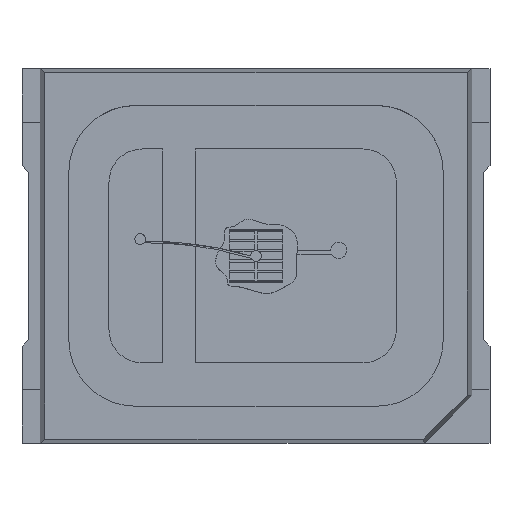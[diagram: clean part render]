
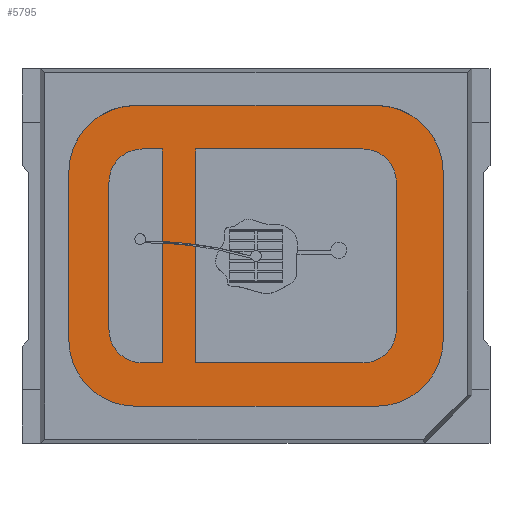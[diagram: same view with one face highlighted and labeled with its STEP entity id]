
A CAD part, top view. The second image highlights one B-rep face of the part: STEP entity #5795.
In plain terms, the highlighted planar face has unit normal (0, 0, 1).
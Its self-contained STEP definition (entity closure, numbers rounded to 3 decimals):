
#122=CIRCLE('',#6063,0.5);
#123=CIRCLE('',#6066,0.5);
#124=CIRCLE('',#6069,0.5);
#125=CIRCLE('',#6072,0.5);
#126=CIRCLE('',#6075,0.25);
#127=CIRCLE('',#6076,0.25);
#128=CIRCLE('',#6077,0.25);
#129=CIRCLE('',#6078,0.25);
#573=ORIENTED_EDGE('',*,*,#1741,.T.);
#574=ORIENTED_EDGE('',*,*,#1742,.T.);
#575=ORIENTED_EDGE('',*,*,#1743,.T.);
#576=ORIENTED_EDGE('',*,*,#1744,.T.);
#577=ORIENTED_EDGE('',*,*,#1745,.T.);
#578=ORIENTED_EDGE('',*,*,#1746,.T.);
#579=ORIENTED_EDGE('',*,*,#1747,.T.);
#580=ORIENTED_EDGE('',*,*,#1748,.T.);
#581=ORIENTED_EDGE('',*,*,#1749,.T.);
#582=ORIENTED_EDGE('',*,*,#1750,.T.);
#583=ORIENTED_EDGE('',*,*,#1751,.T.);
#584=ORIENTED_EDGE('',*,*,#1752,.T.);
#585=ORIENTED_EDGE('',*,*,#1726,.T.);
#586=ORIENTED_EDGE('',*,*,#1729,.T.);
#587=ORIENTED_EDGE('',*,*,#1731,.T.);
#588=ORIENTED_EDGE('',*,*,#1733,.T.);
#589=ORIENTED_EDGE('',*,*,#1735,.T.);
#590=ORIENTED_EDGE('',*,*,#1737,.T.);
#591=ORIENTED_EDGE('',*,*,#1739,.T.);
#592=ORIENTED_EDGE('',*,*,#1740,.T.);
#1726=EDGE_CURVE('',#2306,#2305,#122,.T.);
#1729=EDGE_CURVE('',#2305,#2307,#2731,.T.);
#1731=EDGE_CURVE('',#2307,#2308,#123,.T.);
#1733=EDGE_CURVE('',#2308,#2309,#2734,.T.);
#1735=EDGE_CURVE('',#2309,#2310,#124,.T.);
#1737=EDGE_CURVE('',#2310,#2311,#2737,.T.);
#1739=EDGE_CURVE('',#2311,#2312,#125,.T.);
#1740=EDGE_CURVE('',#2312,#2306,#2739,.T.);
#1741=EDGE_CURVE('',#2313,#2314,#2740,.T.);
#1742=EDGE_CURVE('',#2314,#2315,#2741,.T.);
#1743=EDGE_CURVE('',#2315,#2316,#126,.T.);
#1744=EDGE_CURVE('',#2316,#2317,#2742,.T.);
#1745=EDGE_CURVE('',#2317,#2318,#127,.T.);
#1746=EDGE_CURVE('',#2318,#2313,#2743,.T.);
#1747=EDGE_CURVE('',#2319,#2320,#2744,.T.);
#1748=EDGE_CURVE('',#2320,#2321,#2745,.T.);
#1749=EDGE_CURVE('',#2321,#2322,#2746,.T.);
#1750=EDGE_CURVE('',#2322,#2323,#128,.T.);
#1751=EDGE_CURVE('',#2323,#2324,#2747,.T.);
#1752=EDGE_CURVE('',#2324,#2319,#129,.T.);
#2305=VERTEX_POINT('',#8165);
#2306=VERTEX_POINT('',#8167);
#2307=VERTEX_POINT('',#8171);
#2308=VERTEX_POINT('',#8175);
#2309=VERTEX_POINT('',#8179);
#2310=VERTEX_POINT('',#8183);
#2311=VERTEX_POINT('',#8187);
#2312=VERTEX_POINT('',#8191);
#2313=VERTEX_POINT('',#8197);
#2314=VERTEX_POINT('',#8198);
#2315=VERTEX_POINT('',#8200);
#2316=VERTEX_POINT('',#8202);
#2317=VERTEX_POINT('',#8204);
#2318=VERTEX_POINT('',#8206);
#2319=VERTEX_POINT('',#8209);
#2320=VERTEX_POINT('',#8210);
#2321=VERTEX_POINT('',#8212);
#2322=VERTEX_POINT('',#8214);
#2323=VERTEX_POINT('',#8216);
#2324=VERTEX_POINT('',#8218);
#2731=LINE('',#8172,#3254);
#2734=LINE('',#8180,#3257);
#2737=LINE('',#8188,#3260);
#2739=LINE('',#8194,#3262);
#2740=LINE('',#8196,#3263);
#2741=LINE('',#8199,#3264);
#2742=LINE('',#8203,#3265);
#2743=LINE('',#8207,#3266);
#2744=LINE('',#8208,#3267);
#2745=LINE('',#8211,#3268);
#2746=LINE('',#8213,#3269);
#2747=LINE('',#8217,#3270);
#3254=VECTOR('',#6716,1000.);
#3257=VECTOR('',#6725,1000.);
#3260=VECTOR('',#6734,1000.);
#3262=VECTOR('',#6742,1000.);
#3263=VECTOR('',#6745,1000.);
#3264=VECTOR('',#6746,1000.);
#3265=VECTOR('',#6749,1000.);
#3266=VECTOR('',#6752,1000.);
#3267=VECTOR('',#6753,1000.);
#3268=VECTOR('',#6754,1000.);
#3269=VECTOR('',#6755,1000.);
#3270=VECTOR('',#6758,1000.);
#3597=EDGE_LOOP('',(#573,#574,#575,#576,#577,#578));
#3598=EDGE_LOOP('',(#579,#580,#581,#582,#583,#584));
#3599=EDGE_LOOP('',(#585,#586,#587,#588,#589,#590,#591,#592));
#3830=FACE_BOUND('',#3597,.T.);
#3831=FACE_BOUND('',#3598,.T.);
#3832=FACE_BOUND('',#3599,.T.);
#4054=PLANE('',#6074);
#5795=ADVANCED_FACE('',(#3830,#3831,#3832),#4054,.T.);
#6063=AXIS2_PLACEMENT_3D('',#8166,#6710,#6711);
#6066=AXIS2_PLACEMENT_3D('',#8176,#6720,#6721);
#6069=AXIS2_PLACEMENT_3D('',#8184,#6729,#6730);
#6072=AXIS2_PLACEMENT_3D('',#8192,#6738,#6739);
#6074=AXIS2_PLACEMENT_3D('',#8195,#6743,#6744);
#6075=AXIS2_PLACEMENT_3D('',#8201,#6747,#6748);
#6076=AXIS2_PLACEMENT_3D('',#8205,#6750,#6751);
#6077=AXIS2_PLACEMENT_3D('',#8215,#6756,#6757);
#6078=AXIS2_PLACEMENT_3D('',#8219,#6759,#6760);
#6710=DIRECTION('',(0.,0.,1.));
#6711=DIRECTION('',(1.,0.,0.));
#6716=DIRECTION('',(1.,0.,0.));
#6720=DIRECTION('',(0.,0.,1.));
#6721=DIRECTION('',(-1.,0.,0.));
#6725=DIRECTION('',(0.,1.,0.));
#6729=DIRECTION('',(0.,0.,1.));
#6730=DIRECTION('',(-1.,0.,0.));
#6734=DIRECTION('',(-1.,0.,0.));
#6738=DIRECTION('',(0.,0.,1.));
#6739=DIRECTION('',(1.,0.,0.));
#6742=DIRECTION('',(0.,-1.,0.));
#6743=DIRECTION('',(0.,0.,1.));
#6744=DIRECTION('',(1.,0.,0.));
#6745=DIRECTION('',(0.,1.,0.));
#6746=DIRECTION('',(1.,0.,0.));
#6747=DIRECTION('',(0.,0.,-1.));
#6748=DIRECTION('',(-1.,0.,0.));
#6749=DIRECTION('',(0.,-1.,0.));
#6750=DIRECTION('',(0.,0.,-1.));
#6751=DIRECTION('',(1.,0.,0.));
#6752=DIRECTION('',(-1.,0.,0.));
#6753=DIRECTION('',(1.,0.,0.));
#6754=DIRECTION('',(0.,-1.,0.));
#6755=DIRECTION('',(-1.,0.,0.));
#6756=DIRECTION('',(0.,0.,-1.));
#6757=DIRECTION('',(1.,0.,0.));
#6758=DIRECTION('',(0.,1.,0.));
#6759=DIRECTION('',(0.,0.,-1.));
#6760=DIRECTION('',(1.,0.,0.));
#8165=CARTESIAN_POINT('',(-0.9,-1.125,0.3));
#8166=CARTESIAN_POINT('',(-0.9,-0.625,0.3));
#8167=CARTESIAN_POINT('',(-1.4,-0.625,0.3));
#8171=CARTESIAN_POINT('',(0.9,-1.125,0.3));
#8172=CARTESIAN_POINT('',(-0.9,-1.125,0.3));
#8175=CARTESIAN_POINT('',(1.4,-0.625,0.3));
#8176=CARTESIAN_POINT('',(0.9,-0.625,0.3));
#8179=CARTESIAN_POINT('',(1.4,0.625,0.3));
#8180=CARTESIAN_POINT('',(1.4,-0.625,0.3));
#8183=CARTESIAN_POINT('',(0.9,1.125,0.3));
#8184=CARTESIAN_POINT('',(0.9,0.625,0.3));
#8187=CARTESIAN_POINT('',(-0.9,1.125,0.3));
#8188=CARTESIAN_POINT('',(0.9,1.125,0.3));
#8191=CARTESIAN_POINT('',(-1.4,0.625,0.3));
#8192=CARTESIAN_POINT('',(-0.9,0.625,0.3));
#8194=CARTESIAN_POINT('',(-1.4,0.625,0.3));
#8195=CARTESIAN_POINT('',(-0.9,-0.625,0.3));
#8196=CARTESIAN_POINT('',(-0.45,-0.8,0.3));
#8197=CARTESIAN_POINT('',(-0.45,-0.8,0.3));
#8198=CARTESIAN_POINT('',(-0.45,0.8,0.3));
#8199=CARTESIAN_POINT('',(-0.45,0.8,0.3));
#8200=CARTESIAN_POINT('',(0.8,0.8,0.3));
#8201=CARTESIAN_POINT('',(0.8,0.55,0.3));
#8202=CARTESIAN_POINT('',(1.05,0.55,0.3));
#8203=CARTESIAN_POINT('',(1.05,0.55,0.3));
#8204=CARTESIAN_POINT('',(1.05,-0.55,0.3));
#8205=CARTESIAN_POINT('',(0.8,-0.55,0.3));
#8206=CARTESIAN_POINT('',(0.8,-0.8,0.3));
#8207=CARTESIAN_POINT('',(0.8,-0.8,0.3));
#8208=CARTESIAN_POINT('',(-0.85,0.8,0.3));
#8209=CARTESIAN_POINT('',(-0.85,0.8,0.3));
#8210=CARTESIAN_POINT('',(-0.7,0.8,0.3));
#8211=CARTESIAN_POINT('',(-0.7,0.8,0.3));
#8212=CARTESIAN_POINT('',(-0.7,-0.8,0.3));
#8213=CARTESIAN_POINT('',(-0.7,-0.8,0.3));
#8214=CARTESIAN_POINT('',(-0.85,-0.8,0.3));
#8215=CARTESIAN_POINT('',(-0.85,-0.55,0.3));
#8216=CARTESIAN_POINT('',(-1.1,-0.55,0.3));
#8217=CARTESIAN_POINT('',(-1.1,-0.55,0.3));
#8218=CARTESIAN_POINT('',(-1.1,0.55,0.3));
#8219=CARTESIAN_POINT('',(-0.85,0.55,0.3));
